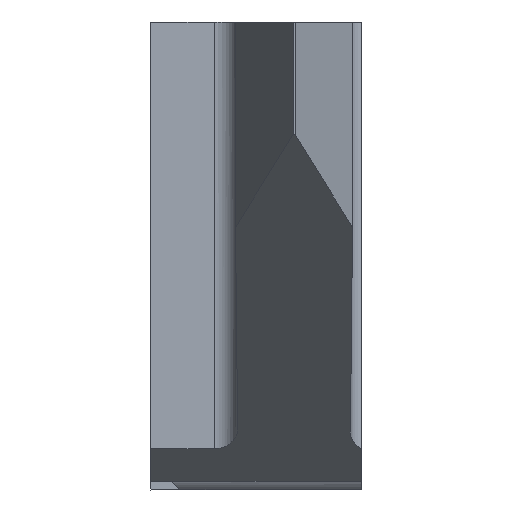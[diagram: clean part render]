
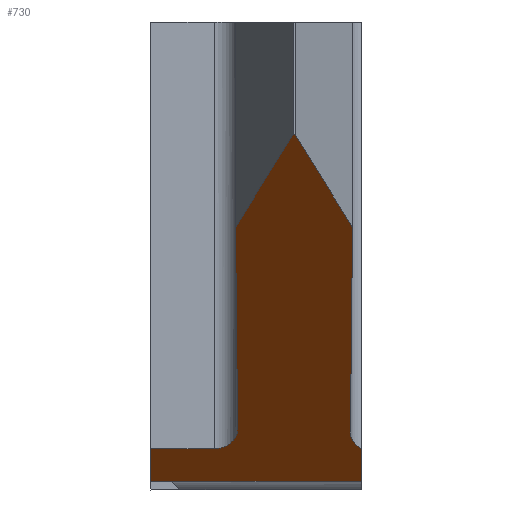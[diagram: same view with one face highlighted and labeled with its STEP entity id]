
A CAD part, front view. The second image highlights one B-rep face of the part: STEP entity #730.
In plain terms, the highlighted planar face has unit normal (0, -0.643, -0.766).
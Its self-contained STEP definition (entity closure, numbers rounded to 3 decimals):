
#94=CARTESIAN_POINT('',(0.,7.062,-7.85));
#95=VERTEX_POINT('',#94);
#320=CARTESIAN_POINT('',(0.,6.4,-7.294));
#321=VERTEX_POINT('',#320);
#332=CARTESIAN_POINT('',(0.,6.4,-7.294));
#333=DIRECTION('',(0.,0.766,-0.643));
#334=VECTOR('',#333,0.864);
#335=LINE('',#332,#334);
#336=EDGE_CURVE('',#321,#95,#335,.T.);
#554=CARTESIAN_POINT('',(2.2,3.217,-4.624));
#555=DIRECTION('',(0.,0.643,0.766));
#556=DIRECTION('',(0.,-0.492,0.413));
#557=AXIS2_PLACEMENT_3D('',#554,#555,#556);
#558=PLANE('',#557);
#559=CARTESIAN_POINT('',(3.45,1.887,-3.508));
#560=DIRECTION('',(-0.37,-0.712,0.597));
#561=VECTOR('',#560,2.652);
#562=LINE('',#559,#561);
#563=CARTESIAN_POINT('',(3.45,1.887,-3.508));
#564=VERTEX_POINT('',#563);
#565=CARTESIAN_POINT('',(2.468,0.,-1.924));
#566=VERTEX_POINT('',#565);
#567=EDGE_CURVE('',#564,#566,#562,.T.);
#568=ORIENTED_EDGE('Edge 398',*,*,#567,.T.);
#577=CARTESIAN_POINT('',(3.414,6.058,-7.008));
#578=DIRECTION('',(0.007,-0.766,0.643));
#579=VECTOR('',#578,5.445);
#580=LINE('',#577,#579);
#581=CARTESIAN_POINT('',(3.414,6.058,-7.008));
#582=VERTEX_POINT('',#581);
#583=EDGE_CURVE('',#582,#564,#580,.T.);
#584=ORIENTED_EDGE('Edge 403',*,*,#583,.T.);
#593=CARTESIAN_POINT('',(3.6,6.4,-7.294));
#594=CARTESIAN_POINT('',(3.48,6.324,-7.231));
#595=CARTESIAN_POINT('',(3.412,6.2,-7.127));
#596=CARTESIAN_POINT('',(3.414,6.058,-7.008));
#597=(BOUNDED_CURVE()B_SPLINE_CURVE(3,(#593,#594,#595,#596),.UNSPECIFIED.,.F.,.F.)B_SPLINE_CURVE_WITH_KNOTS((4,4),(0.,1.),.UNSPECIFIED.)CURVE()GEOMETRIC_REPRESENTATION_ITEM()RATIONAL_B_SPLINE_CURVE((1.,0.916,0.916,1.))REPRESENTATION_ITEM(''));
#598=CARTESIAN_POINT('',(3.6,6.4,-7.294));
#599=VERTEX_POINT('',#598);
#600=EDGE_CURVE('',#599,#582,#597,.T.);
#601=ORIENTED_EDGE('Edge 408',*,*,#600,.T.);
#610=CARTESIAN_POINT('',(3.6,6.4,-7.294));
#611=DIRECTION('',(0.,0.766,-0.643));
#612=VECTOR('',#611,0.864);
#613=LINE('',#610,#612);
#614=CARTESIAN_POINT('',(3.6,7.062,-7.85));
#615=VERTEX_POINT('',#614);
#616=EDGE_CURVE('',#599,#615,#613,.T.);
#617=ORIENTED_EDGE('Edge 413',*,*,#616,.F.);
#626=CARTESIAN_POINT('',(3.6,7.062,-7.85));
#627=DIRECTION('',(-1.,0.,0.));
#628=VECTOR('',#627,3.6);
#629=LINE('',#626,#628);
#630=EDGE_CURVE('',#615,#95,#629,.T.);
#631=ORIENTED_EDGE('Edge 610',*,*,#630,.F.);
#640=ORIENTED_EDGE('Edge 423',*,*,#336,.T.);
#649=CARTESIAN_POINT('',(1.086,6.4,-7.294));
#650=DIRECTION('',(-1.,0.,0.));
#651=VECTOR('',#650,1.086);
#652=LINE('',#649,#651);
#653=CARTESIAN_POINT('',(1.086,6.4,-7.294));
#654=VERTEX_POINT('',#653);
#655=EDGE_CURVE('',#654,#321,#652,.T.);
#656=ORIENTED_EDGE('Edge 428',*,*,#655,.T.);
#665=CARTESIAN_POINT('',(1.486,5.997,-6.956));
#666=CARTESIAN_POINT('',(1.488,6.232,-7.154));
#667=CARTESIAN_POINT('',(1.322,6.4,-7.294));
#668=CARTESIAN_POINT('',(1.086,6.4,-7.294));
#669=(BOUNDED_CURVE()B_SPLINE_CURVE(3,(#665,#666,#667,#668),.UNSPECIFIED.,.F.,.F.)B_SPLINE_CURVE_WITH_KNOTS((4,4),(0.,1.),.UNSPECIFIED.)CURVE()GEOMETRIC_REPRESENTATION_ITEM()RATIONAL_B_SPLINE_CURVE((1.,0.803,0.803,1.))REPRESENTATION_ITEM(''));
#670=CARTESIAN_POINT('',(1.486,5.997,-6.956));
#671=VERTEX_POINT('',#670);
#672=EDGE_CURVE('',#671,#654,#669,.T.);
#673=ORIENTED_EDGE('Edge 433',*,*,#672,.T.);
#682=CARTESIAN_POINT('',(1.45,1.887,-3.508));
#683=DIRECTION('',(0.007,0.766,-0.643));
#684=VECTOR('',#683,5.364);
#685=LINE('',#682,#684);
#686=CARTESIAN_POINT('',(1.45,1.887,-3.508));
#687=VERTEX_POINT('',#686);
#688=EDGE_CURVE('',#687,#671,#685,.T.);
#689=ORIENTED_EDGE('Edge 438',*,*,#688,.T.);
#698=CARTESIAN_POINT('',(2.433,0.,-1.924));
#699=DIRECTION('',(-0.37,0.712,-0.597));
#700=VECTOR('',#699,2.652);
#701=LINE('',#698,#700);
#702=CARTESIAN_POINT('',(2.433,0.,-1.924));
#703=VERTEX_POINT('',#702);
#704=EDGE_CURVE('',#703,#687,#701,.T.);
#705=ORIENTED_EDGE('Edge 443',*,*,#704,.T.);
#714=CARTESIAN_POINT('',(2.433,0.,-1.924));
#715=DIRECTION('',(1.,0.,0.));
#716=VECTOR('',#715,0.035);
#717=LINE('',#714,#716);
#718=EDGE_CURVE('',#703,#566,#717,.T.);
#719=ORIENTED_EDGE('Edge 448',*,*,#718,.F.);
#728=EDGE_LOOP('',(#719,#705,#689,#673,#656,#640,#631,#617,#601,#584,#568));
#729=FACE_OUTER_BOUND('Loop 449',#728,.T.);
#730=ADVANCED_FACE('Face 450',(#729),#558,.F.);
